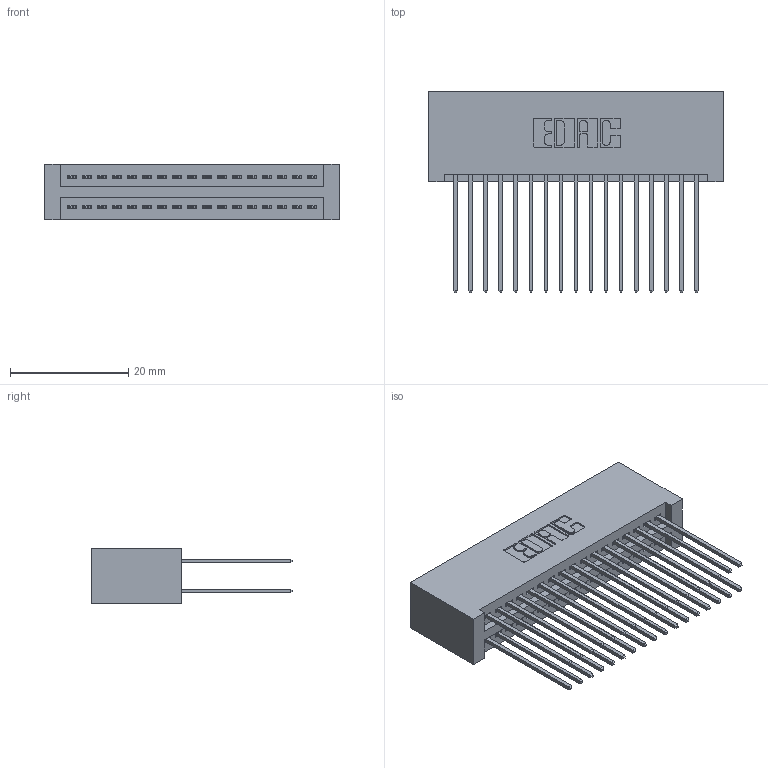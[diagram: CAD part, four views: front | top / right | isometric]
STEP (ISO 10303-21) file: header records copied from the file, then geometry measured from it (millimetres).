
FILE_DESCRIPTION (( 'STEP AP203' ), '1' );
FILE_NAME ('395-034-541-201.STEP', '2019-10-17T17:42:25', ( '' ), ( '' ), 'SwSTEP 2.0', 'SolidWorks 2016', '' );
FILE_SCHEMA (( 'CONFIG_CONTROL_DESIGN' ));
Length unit declared in the file: inch
Products named in the file (3): 345 Part_No Mounting Lugs; 345-292-001_345-293-141; 395-034-541-201
Assembly tree (35 placements, depth 2):
  395-034-541-201
    345 Part_No Mounting Lugs
    345-292-001_345-293-141  x34
Bounding box: 49.78 x 33.96 x 9.4 mm (x, y, z)
Volume: 5415 mm3; surface area: 8740.3 mm2
Topology: 35 solids, 35 shells, 1818 faces, 5383 edges, 3542 vertices
Faces by surface type: plane 1198, cylinder 620
Entity records: 16445 total; most frequent: CARTESIAN_POINT 2780, ORIENTED_EDGE 2714, DIRECTION 2477, EDGE_CURVE 1357, VECTOR 1165, LINE 1165, VERTEX_POINT 902, AXIS2_PLACEMENT_3D 656
